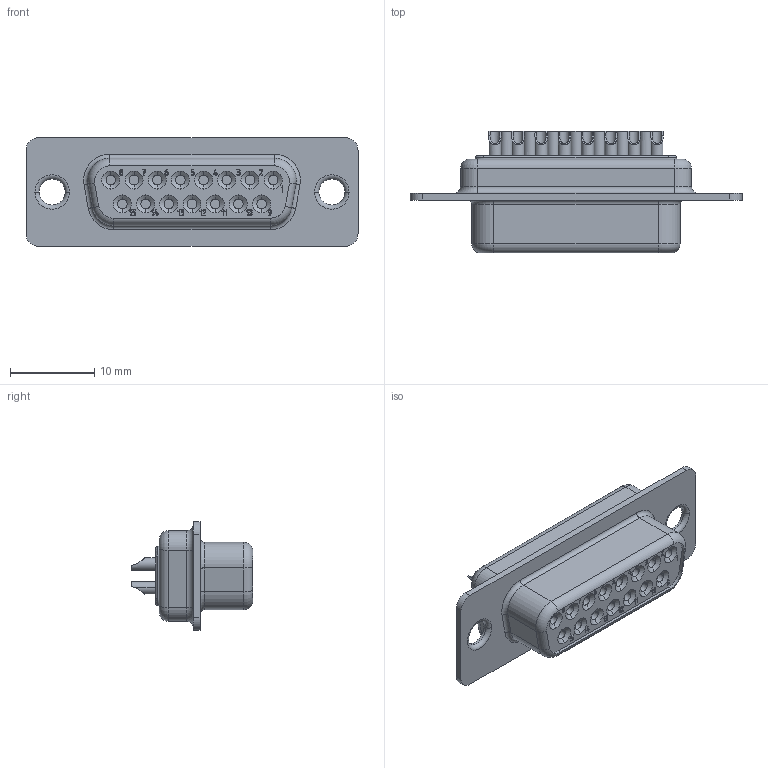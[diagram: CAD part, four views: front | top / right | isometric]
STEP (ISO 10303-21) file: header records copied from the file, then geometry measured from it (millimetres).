
FILE_DESCRIPTION(('Creo Elements/Direct Modeling STEP Export'),'2;1');
FILE_NAME('model.stp','2019-03-21T 7:28:23',(''),(''),'Creo Elements/Direct Modeling STEP processor for AP214 (Solid Model)','Creo Elements/Direct Modeling 20.1A 29-Sep-2018 (C) Parametric Technology GmbH','');
FILE_SCHEMA(('AUTOMOTIVE_DESIGN { 1 0 10303 214 1 1 1 1 }'));
Length unit declared in the file: millimetre
Products named in the file (2): VS-15-BU-DSUB-EG
Assembly tree (1 placements, depth 2):
  VS-15-BU-DSUB-EG
    VS-15-BU-DSUB-EG
Bounding box: 39.52 x 14.49 x 12.93 mm (x, y, z)
Volume: 2621.2 mm3; surface area: 2416.7 mm2
Topology: 1 solids, 1 shells, 1108 faces, 2992 edges, 1987 vertices
Faces by surface type: cylinder 515, plane 487, extrusion 52, cone 30, torus 20, bspline 4
Entity records: 49539 total; most frequent: CARTESIAN_POINT 13071, ORIENTED_EDGE 5984, DIRECTION 5461, EDGE_CURVE 2992, VERTEX_POINT 1987, AXIS2_PLACEMENT_3D 1881, VECTOR 1699, LINE 1660
